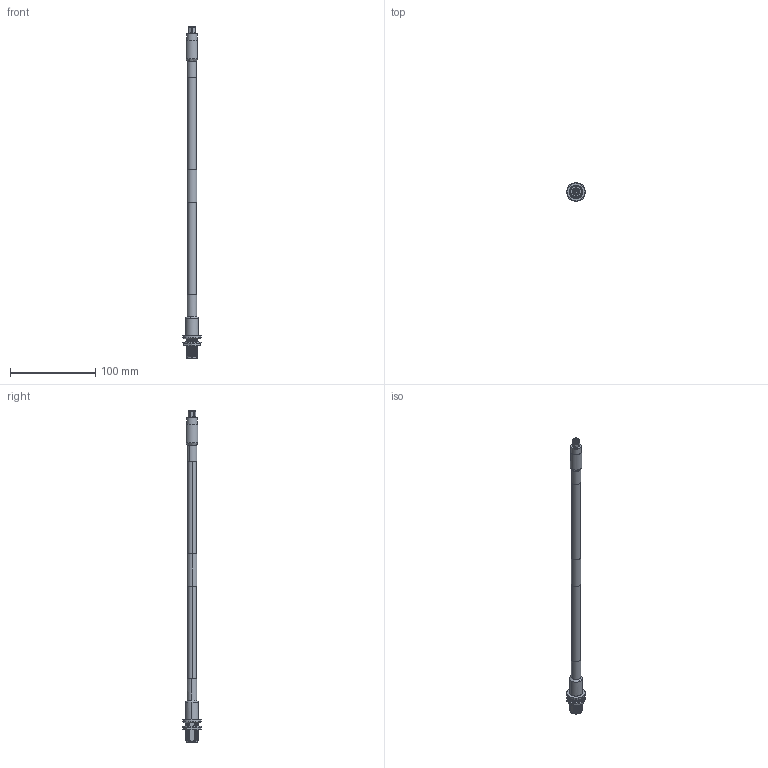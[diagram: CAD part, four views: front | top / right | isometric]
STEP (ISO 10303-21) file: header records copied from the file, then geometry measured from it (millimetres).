
FILE_DESCRIPTION (( 'STEP AP214' ), '1' );
FILE_NAME ('LCCA30292.step', '2020-03-19T19:29:54', ( '' ), ( '' ), 'SwSTEP 2.0', 'SolidWorks 2018', '' );
FILE_SCHEMA (( 'AUTOMOTIVE_DESIGN' ));
Length unit declared in the file: inch
Products named in the file (5): Label^LCCA30292; Copy (2) of TC-400-SM-X^LCCA30292_HeatShrink; LCCA30292; Copy of Coax Cable^LCCA30292_LMR-400; Copy of EZ-400-NF-BH^LCCA30292_Heat Shrink
Assembly tree (4 placements, depth 2):
  LCCA30292
    Copy of Coax Cable^LCCA30292_LMR-400
    Label^LCCA30292
    Copy (2) of TC-400-SM-X^LCCA30292_HeatShrink
    Copy of EZ-400-NF-BH^LCCA30292_Heat Shrink
Bounding box: 22.23 x 22.23 x 388.65 mm (x, y, z)
Volume: 43151.7 mm3; surface area: 18965.2 mm2
Topology: 8 solids, 8 shells, 387 faces, 1074 edges, 714 vertices
Faces by surface type: bspline 145, cylinder 124, plane 67, cone 47, torus 4
Entity records: 64510 total; most frequent: CARTESIAN_POINT 55828, ORIENTED_EDGE 2148, DIRECTION 1179, EDGE_CURVE 1074, VERTEX_POINT 714, AXIS2_PLACEMENT_3D 468, EDGE_LOOP 404, FACE_OUTER_BOUND 387
